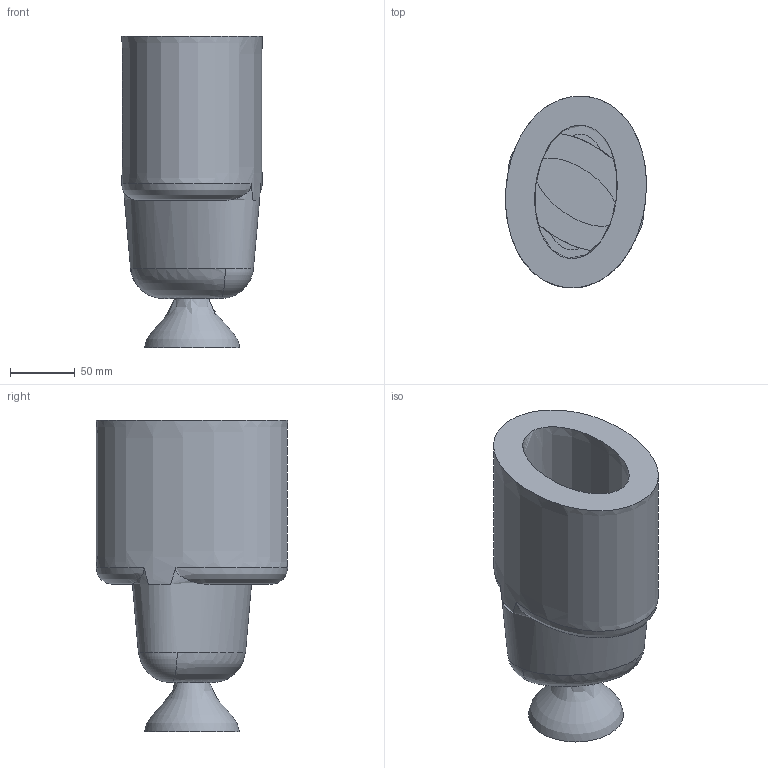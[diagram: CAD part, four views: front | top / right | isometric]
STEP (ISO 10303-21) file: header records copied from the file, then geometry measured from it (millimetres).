
FILE_DESCRIPTION( ( '' ), ' ' );
FILE_NAME( '5d24479f5342f8176212e567.step', '2019-07-09T07:52:01', ( '' ), ( '' ), ' ', ' ', ' ' );
FILE_SCHEMA( ( 'AUTOMOTIVE_DESIGN { 1 0 10303 214 1 1 1 1 }' ) );
Length unit declared in the file: metre
Products named in the file (6): Part 1; Surface 1; Part 5; Part 4; Part 3; Part 2
Bounding box: 109.18 x 148.48 x 241.3 mm (x, y, z)
Volume: 1225839.8 mm3; surface area: 152310.4 mm2
Topology: 5 solids, 6 shells, 42 faces, 96 edges, 59 vertices
Faces by surface type: plane 19, extrusion 14, bspline 9
Entity records: 12953 total; most frequent: CARTESIAN_POINT 11825, ORIENTED_EDGE 168, DIRECTION 88, B_SPLINE_CURVE_WITH_KNOTS 87, EDGE_CURVE 85, VERTEX_POINT 55, EDGE_LOOP 48, FACE_OUTER_BOUND 45
